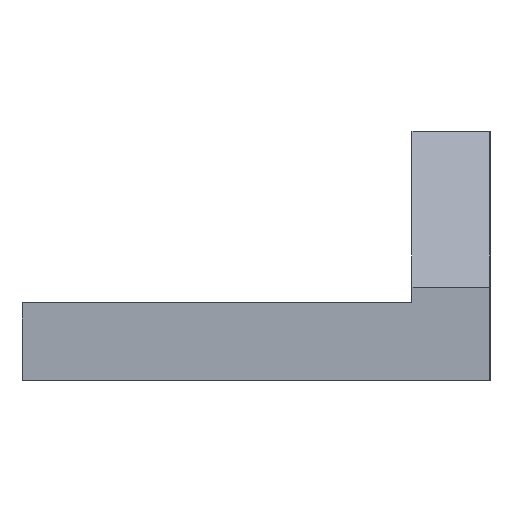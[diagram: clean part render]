
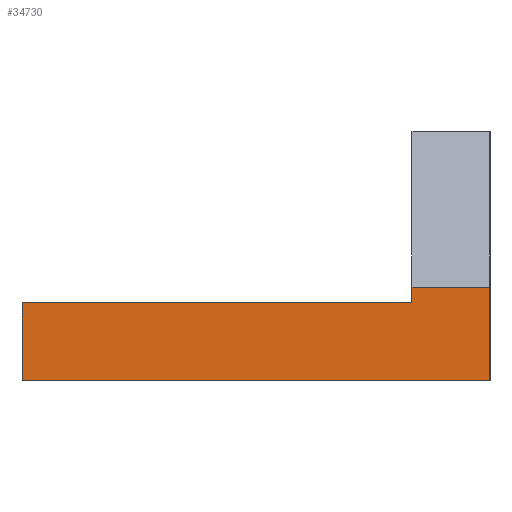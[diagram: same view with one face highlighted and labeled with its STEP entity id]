
A CAD part, left-side view. The second image highlights one B-rep face of the part: STEP entity #34730.
In plain terms, the highlighted face is planar.
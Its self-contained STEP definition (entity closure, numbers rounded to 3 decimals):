
#950=CARTESIAN_POINT('',(93.147,718.553,-8.2));
#960=VERTEX_POINT('',#950);
#990=CARTESIAN_POINT('',(93.147,717.803,-8.2));
#1000=DIRECTION('',(0.,-1.,0.));
#1010=VECTOR('',#1000,1.);
#1020=LINE('',#990,#1010);
#1030=CARTESIAN_POINT('',(93.147,717.053,-8.2));
#1040=VERTEX_POINT('',#1030);
#1050=EDGE_CURVE('',#960,#1040,#1020,.T.);
#7400=CARTESIAN_POINT('',(93.147,709.553,-10.));
#7410=VERTEX_POINT('',#7400);
#7440=CARTESIAN_POINT('',(93.147,0.,-10.));
#7450=DIRECTION('',(0.,-1.,0.));
#7460=VECTOR('',#7450,1.);
#7470=LINE('',#7440,#7460);
#7480=CARTESIAN_POINT('',(93.147,718.553,-10.));
#7490=VERTEX_POINT('',#7480);
#7500=EDGE_CURVE('',#7490,#7410,#7470,.T.);
#15080=CARTESIAN_POINT('',(93.147,717.053,0.));
#15090=DIRECTION('',(0.,0.,-1.));
#15100=VECTOR('',#15090,1.);
#15110=LINE('',#15080,#15100);
#15120=CARTESIAN_POINT('',(93.147,717.053,-8.5));
#15130=VERTEX_POINT('',#15120);
#15140=EDGE_CURVE('',#1040,#15130,#15110,.T.);
#21280=CARTESIAN_POINT('',(93.147,709.553,-8.5));
#21290=VERTEX_POINT('',#21280);
#21340=CARTESIAN_POINT('',(93.147,709.553,0.));
#21350=DIRECTION('',(0.,0.,-1.));
#21360=VECTOR('',#21350,5.);
#21370=LINE('',#21340,#21360);
#21380=EDGE_CURVE('',#21290,#7410,#21370,.T.);
#26420=CARTESIAN_POINT('',(93.147,0.,-8.5));
#26430=DIRECTION('',(0.,-1.,0.));
#26440=VECTOR('',#26430,1.);
#26450=LINE('',#26420,#26440);
#26460=EDGE_CURVE('',#15130,#21290,#26450,.T.);
#34550=CARTESIAN_POINT('',(93.147,718.553,0.));
#34560=DIRECTION('',(-1.,0.,0.));
#34570=DIRECTION('',(0.,1.,0.));
#34580=AXIS2_PLACEMENT_3D('',#34550,#34560,#34570);
#34590=PLANE('',#34580);
#34600=ORIENTED_EDGE('',*,*,#15140,.T.);
#34610=ORIENTED_EDGE('',*,*,#1050,.T.);
#34620=CARTESIAN_POINT('',(93.147,718.553,0.));
#34630=DIRECTION('',(0.,0.,-1.));
#34640=VECTOR('',#34630,1.);
#34650=LINE('',#34620,#34640);
#34660=EDGE_CURVE('',#960,#7490,#34650,.T.);
#34670=ORIENTED_EDGE('',*,*,#34660,.F.);
#34680=ORIENTED_EDGE('',*,*,#7500,.F.);
#34690=ORIENTED_EDGE('',*,*,#21380,.T.);
#34700=ORIENTED_EDGE('',*,*,#26460,.T.);
#34710=EDGE_LOOP('',(#34700,#34690,#34680,#34670,#34610,#34600));
#34720=FACE_OUTER_BOUND('',#34710,.T.);
#34730=ADVANCED_FACE('',(#34720),#34590,.F.);
